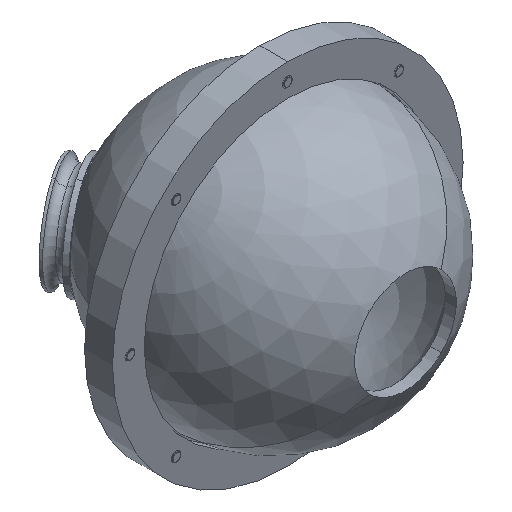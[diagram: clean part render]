
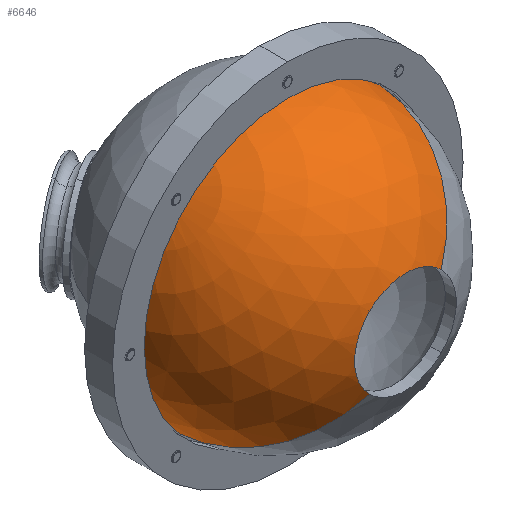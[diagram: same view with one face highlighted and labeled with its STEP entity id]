
A CAD part, isometric view. The second image highlights one B-rep face of the part: STEP entity #6646.
In plain terms, the highlighted spherical face has radius 28 mm.
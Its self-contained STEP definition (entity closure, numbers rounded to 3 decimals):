
#559 = DIRECTION ( 'NONE',  ( 0., -1., 0. ) ) ;
#657 = ORIENTED_EDGE ( 'NONE', *, *, #1933, .F. ) ;
#757 = AXIS2_PLACEMENT_3D ( 'NONE', #4631, #1859, #6473 ) ;
#832 = CIRCLE ( 'NONE', #953, 10. ) ;
#862 = CIRCLE ( 'NONE', #4277, 28. ) ;
#953 = AXIS2_PLACEMENT_3D ( 'NONE', #5818, #559, #2888 ) ;
#997 = ORIENTED_EDGE ( 'NONE', *, *, #2837, .T. ) ;
#1061 = CARTESIAN_POINT ( 'NONE',  ( 1.413, -44.464, -7.071 ) ) ;
#1319 = SPHERICAL_SURFACE ( 'NONE', #4397, 28. ) ;
#1466 = CIRCLE ( 'NONE', #1823, 28. ) ;
#1823 = AXIS2_PLACEMENT_3D ( 'NONE', #3681, #6042, #3303 ) ;
#1859 = DIRECTION ( 'NONE',  ( 0., -1., 0. ) ) ;
#1880 = CARTESIAN_POINT ( 'NONE',  ( 1.413, -44.464, 7.071 ) ) ;
#1933 = EDGE_CURVE ( 'NONE', #2012, #6970, #4170, .T. ) ;
#1956 = DIRECTION ( 'NONE',  ( -0.707, 0., 0.707 ) ) ;
#2012 = VERTEX_POINT ( 'NONE', #2326 ) ;
#2110 = DIRECTION ( 'NONE',  ( -0.707, 0., 0.707 ) ) ;
#2326 = CARTESIAN_POINT ( 'NONE',  ( 15.555, -44.464, 7.071 ) ) ;
#2729 = CARTESIAN_POINT ( 'NONE',  ( 28.255, -19.811, 19.771 ) ) ;
#2837 = EDGE_CURVE ( 'NONE', #2994, #4587, #3928, .T. ) ;
#2888 = DIRECTION ( 'NONE',  ( -0.707, 0., 0.707 ) ) ;
#2994 = VERTEX_POINT ( 'NONE', #2729 ) ;
#3303 = DIRECTION ( 'NONE',  ( -0.707, 0., -0.707 ) ) ;
#3420 = CARTESIAN_POINT ( 'NONE',  ( -11.287, -19.811, -19.771 ) ) ;
#3559 = AXIS2_PLACEMENT_3D ( 'NONE', #4096, #6612, #1956 ) ;
#3681 = CARTESIAN_POINT ( 'NONE',  ( 8.484, -18.311, 0. ) ) ;
#3859 = VERTEX_POINT ( 'NONE', #1061 ) ;
#3928 = CIRCLE ( 'NONE', #3559, 27.96 ) ;
#4096 = CARTESIAN_POINT ( 'NONE',  ( 8.484, -19.811, 0. ) ) ;
#4148 = FACE_OUTER_BOUND ( 'NONE', #4705, .T. ) ;
#4164 = ORIENTED_EDGE ( 'NONE', *, *, #7517, .T. ) ;
#4170 = CIRCLE ( 'NONE', #757, 10. ) ;
#4201 = EDGE_CURVE ( 'NONE', #6970, #3859, #832, .T. ) ;
#4277 = AXIS2_PLACEMENT_3D ( 'NONE', #4877, #2110, #7224 ) ;
#4310 = DIRECTION ( 'NONE',  ( 0.707, 0., 0.707 ) ) ;
#4397 = AXIS2_PLACEMENT_3D ( 'NONE', #6009, #4897, #4310 ) ;
#4587 = VERTEX_POINT ( 'NONE', #3420 ) ;
#4596 = ORIENTED_EDGE ( 'NONE', *, *, #4201, .F. ) ;
#4631 = CARTESIAN_POINT ( 'NONE',  ( 8.484, -44.464, 0. ) ) ;
#4705 = EDGE_LOOP ( 'NONE', ( #5053, #4596, #657, #4164, #997 ) ) ;
#4877 = CARTESIAN_POINT ( 'NONE',  ( 8.484, -18.311, 0. ) ) ;
#4897 = DIRECTION ( 'NONE',  ( 0.707, 0., -0.707 ) ) ;
#5053 = ORIENTED_EDGE ( 'NONE', *, *, #7063, .F. ) ;
#5818 = CARTESIAN_POINT ( 'NONE',  ( 8.484, -44.464, 0. ) ) ;
#6009 = CARTESIAN_POINT ( 'NONE',  ( 8.484, -18.311, 0. ) ) ;
#6042 = DIRECTION ( 'NONE',  ( 0.707, 0., -0.707 ) ) ;
#6473 = DIRECTION ( 'NONE',  ( -0.707, 0., 0.707 ) ) ;
#6612 = DIRECTION ( 'NONE',  ( 0., -1., 0. ) ) ;
#6646 = ADVANCED_FACE ( 'NONE', ( #4148 ), #1319, .T. ) ;
#6970 = VERTEX_POINT ( 'NONE', #1880 ) ;
#7063 = EDGE_CURVE ( 'NONE', #3859, #4587, #1466, .T. ) ;
#7224 = DIRECTION ( 'NONE',  ( 0.707, 0., 0.707 ) ) ;
#7517 = EDGE_CURVE ( 'NONE', #2012, #2994, #862, .T. ) ;
